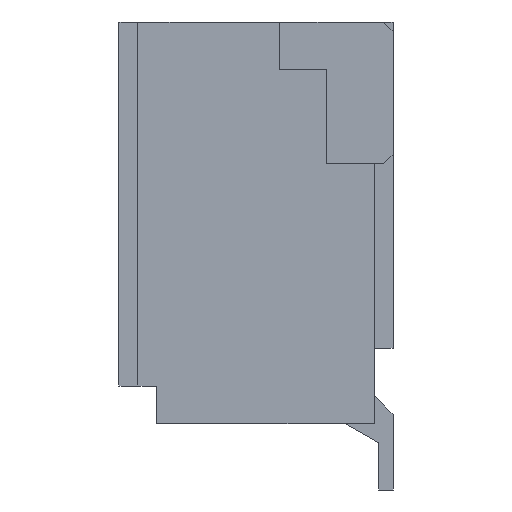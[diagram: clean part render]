
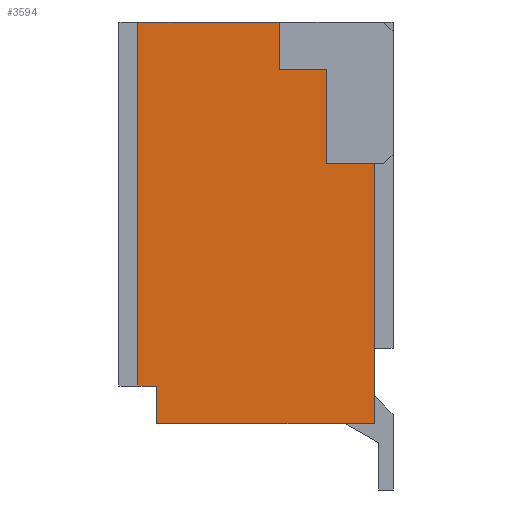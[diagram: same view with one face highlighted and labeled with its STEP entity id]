
A CAD part, left-side view. The second image highlights one B-rep face of the part: STEP entity #3594.
In plain terms, the highlighted planar face has unit normal (-1, 0, 0).
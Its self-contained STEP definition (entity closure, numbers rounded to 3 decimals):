
#68=FACE_OUTER_BOUND('',#288,.T.);
#288=EDGE_LOOP('',(#2393,#2394,#2395,#2396,#2397,#2398,#2399,#2400,#2401,
#2402));
#509=LINE('',#5027,#1017);
#517=LINE('',#5042,#1025);
#532=LINE('',#5072,#1040);
#533=LINE('',#5074,#1041);
#534=LINE('',#5076,#1042);
#535=LINE('',#5078,#1043);
#536=LINE('',#5080,#1044);
#537=LINE('',#5082,#1045);
#538=LINE('',#5084,#1046);
#539=LINE('',#5085,#1047);
#1017=VECTOR('',#4066,3.85);
#1025=VECTOR('',#4080,1.5);
#1040=VECTOR('',#4097,0.2);
#1041=VECTOR('',#4098,0.4);
#1042=VECTOR('',#4099,2.3);
#1043=VECTOR('',#4100,2.75);
#1044=VECTOR('',#4101,0.5);
#1045=VECTOR('',#4102,1.);
#1046=VECTOR('',#4103,0.5);
#1047=VECTOR('',#4104,0.5);
#1523=VERTEX_POINT('',#5023);
#1525=VERTEX_POINT('',#5026);
#1529=VERTEX_POINT('',#5041);
#1543=VERTEX_POINT('',#5071);
#1544=VERTEX_POINT('',#5073);
#1545=VERTEX_POINT('',#5075);
#1546=VERTEX_POINT('',#5077);
#1547=VERTEX_POINT('',#5079);
#1548=VERTEX_POINT('',#5081);
#1549=VERTEX_POINT('',#5083);
#1853=EDGE_CURVE('',#1525,#1523,#509,.T.);
#1861=EDGE_CURVE('',#1525,#1529,#517,.T.);
#1876=EDGE_CURVE('',#1523,#1543,#532,.T.);
#1877=EDGE_CURVE('',#1543,#1544,#533,.T.);
#1878=EDGE_CURVE('',#1544,#1545,#534,.T.);
#1879=EDGE_CURVE('',#1545,#1546,#535,.T.);
#1880=EDGE_CURVE('',#1546,#1547,#536,.T.);
#1881=EDGE_CURVE('',#1547,#1548,#537,.T.);
#1882=EDGE_CURVE('',#1548,#1549,#538,.T.);
#1883=EDGE_CURVE('',#1549,#1529,#539,.T.);
#2393=ORIENTED_EDGE('',*,*,#1853,.T.);
#2394=ORIENTED_EDGE('',*,*,#1876,.T.);
#2395=ORIENTED_EDGE('',*,*,#1877,.T.);
#2396=ORIENTED_EDGE('',*,*,#1878,.T.);
#2397=ORIENTED_EDGE('',*,*,#1879,.T.);
#2398=ORIENTED_EDGE('',*,*,#1880,.T.);
#2399=ORIENTED_EDGE('',*,*,#1881,.T.);
#2400=ORIENTED_EDGE('',*,*,#1882,.T.);
#2401=ORIENTED_EDGE('',*,*,#1883,.T.);
#2402=ORIENTED_EDGE('',*,*,#1861,.F.);
#3375=PLANE('',#3833);
#3594=ADVANCED_FACE('',(#68),#3375,.T.);
#3833=AXIS2_PLACEMENT_3D('',#5070,#4095,#4096);
#4066=DIRECTION('',(0.,0.,-1.));
#4080=DIRECTION('',(0.,-1.,0.));
#4095=DIRECTION('center_axis',(-1.,0.,0.));
#4096=DIRECTION('ref_axis',(0.,0.,1.));
#4097=DIRECTION('',(0.,-1.,0.));
#4098=DIRECTION('',(0.,0.,-1.));
#4099=DIRECTION('',(0.,-1.,0.));
#4100=DIRECTION('',(0.,0.,1.));
#4101=DIRECTION('',(0.,1.,0.));
#4102=DIRECTION('',(0.,0.,1.));
#4103=DIRECTION('',(0.,1.,0.));
#4104=DIRECTION('',(0.,0.,1.));
#5023=CARTESIAN_POINT('',(0.,2.7,-3.85));
#5026=CARTESIAN_POINT('',(0.,2.7,0.));
#5027=CARTESIAN_POINT('',(0.,2.7,0.));
#5041=CARTESIAN_POINT('',(0.,1.2,0.));
#5042=CARTESIAN_POINT('',(0.,2.9,0.));
#5070=CARTESIAN_POINT('Origin',(0.,2.9,0.));
#5071=CARTESIAN_POINT('',(0.,2.5,-3.85));
#5072=CARTESIAN_POINT('',(0.,2.9,-3.85));
#5073=CARTESIAN_POINT('',(0.,2.5,-4.25));
#5074=CARTESIAN_POINT('',(0.,2.5,-1.925));
#5075=CARTESIAN_POINT('',(0.,0.2,-4.25));
#5076=CARTESIAN_POINT('',(0.,2.9,-4.25));
#5077=CARTESIAN_POINT('',(0.,0.2,-1.5));
#5078=CARTESIAN_POINT('',(0.,0.2,-2.125));
#5079=CARTESIAN_POINT('',(0.,0.7,-1.5));
#5080=CARTESIAN_POINT('',(0.,1.8,-1.5));
#5081=CARTESIAN_POINT('',(0.,0.7,-0.5));
#5082=CARTESIAN_POINT('',(0.,0.7,-0.25));
#5083=CARTESIAN_POINT('',(0.,1.2,-0.5));
#5084=CARTESIAN_POINT('',(0.,2.05,-0.5));
#5085=CARTESIAN_POINT('',(0.,1.2,0.));
